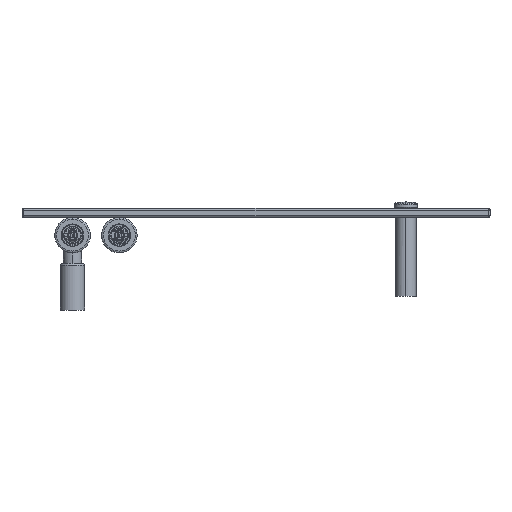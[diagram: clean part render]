
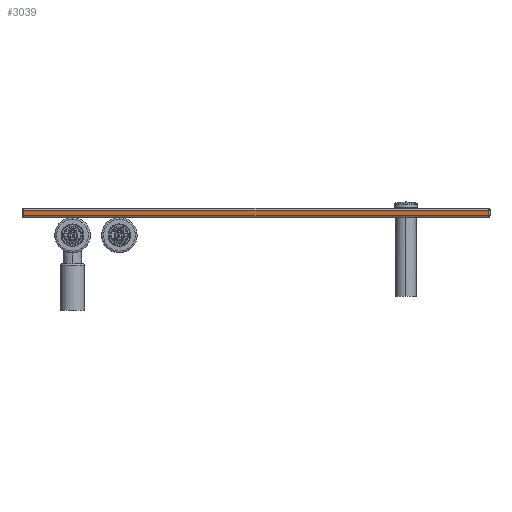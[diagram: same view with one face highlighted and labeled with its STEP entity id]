
A CAD part, front view. The second image highlights one B-rep face of the part: STEP entity #3039.
In plain terms, the highlighted planar face has unit normal (0, -1, 0).
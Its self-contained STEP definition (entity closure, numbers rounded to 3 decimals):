
#2510=DIRECTION('',(1.,0.,0.));
#2511=VECTOR('',#2510,496.);
#2512=CARTESIAN_POINT('',(-52.,15.,21.25));
#2513=LINE('',#2512,#2511);
#2525=DIRECTION('',(0.,0.,1.));
#2526=VECTOR('',#2525,5.5);
#2527=CARTESIAN_POINT('',(-52.,15.,21.25));
#2528=LINE('',#2527,#2526);
#2532=DIRECTION('',(1.,0.,0.));
#2533=VECTOR('',#2532,496.);
#2534=CARTESIAN_POINT('',(-52.,15.,26.75));
#2535=LINE('',#2534,#2533);
#2539=DIRECTION('',(0.,0.,-1.));
#2540=VECTOR('',#2539,5.5);
#2541=CARTESIAN_POINT('',(444.,15.,26.75));
#2542=LINE('',#2541,#2540);
#2703=CARTESIAN_POINT('',(-52.,15.,21.25));
#2704=VERTEX_POINT('',#2703);
#2707=CARTESIAN_POINT('',(-52.,15.,26.75));
#2708=VERTEX_POINT('',#2707);
#2743=CARTESIAN_POINT('',(444.,15.,26.75));
#2744=VERTEX_POINT('',#2743);
#2747=CARTESIAN_POINT('',(444.,15.,21.25));
#2748=VERTEX_POINT('',#2747);
#3026=CARTESIAN_POINT('',(-54.,15.,26.75));
#3027=DIRECTION('',(0.,-1.,0.));
#3028=DIRECTION('',(0.,0.,-1.));
#3029=AXIS2_PLACEMENT_3D('',#3026,#3027,#3028);
#3030=PLANE('',#3029);
#3031=ORIENTED_EDGE('',*,*,#2857,.T.);
#3033=ORIENTED_EDGE('',*,*,#3032,.T.);
#3035=ORIENTED_EDGE('',*,*,#3034,.T.);
#3036=ORIENTED_EDGE('',*,*,#3018,.F.);
#3037=EDGE_LOOP('',(#3031,#3033,#3035,#3036));
#3038=FACE_OUTER_BOUND('',#3037,.F.);
#2857=EDGE_CURVE('',#2704,#2708,#2528,.T.);
#3018=EDGE_CURVE('',#2704,#2748,#2513,.T.);
#3032=EDGE_CURVE('',#2708,#2744,#2535,.T.);
#3034=EDGE_CURVE('',#2744,#2748,#2542,.T.);
#3039=ADVANCED_FACE('',(#3038),#3030,.T.);
